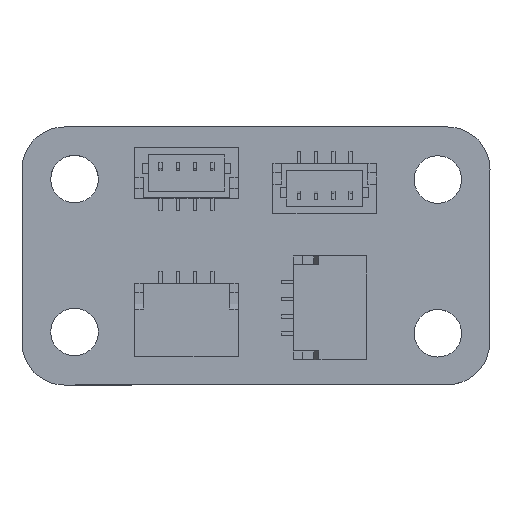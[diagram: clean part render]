
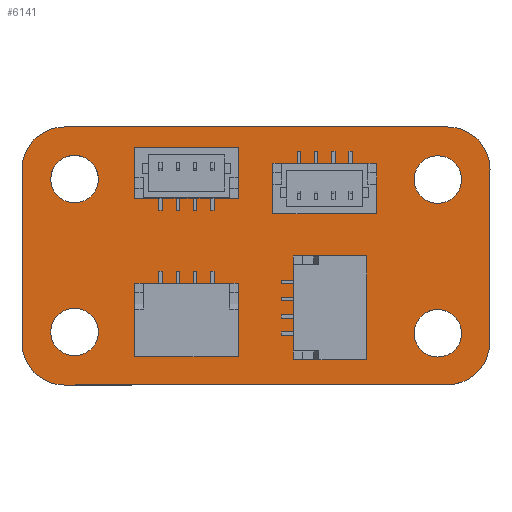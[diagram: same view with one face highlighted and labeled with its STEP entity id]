
A CAD part, top view. The second image highlights one B-rep face of the part: STEP entity #6141.
In plain terms, the highlighted planar face has unit normal (0, 0, 1).
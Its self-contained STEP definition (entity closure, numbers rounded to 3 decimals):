
#5732 = VERTEX_POINT('',#5733);
#5733 = CARTESIAN_POINT('',(11.093,7.468,1.51));
#5739 = EDGE_CURVE('',#5732,#5740,#5742,.T.);
#5740 = VERTEX_POINT('',#5741);
#5741 = CARTESIAN_POINT('',(13.543,5.018,1.51));
#5742 = CIRCLE('',#5743,2.45);
#5743 = AXIS2_PLACEMENT_3D('',#5744,#5745,#5746);
#5744 = CARTESIAN_POINT('',(11.093,5.018,1.51));
#5745 = DIRECTION('',(0.,0.,-1.));
#5746 = DIRECTION('',(0.,1.,0.));
#5772 = EDGE_CURVE('',#5740,#5773,#5775,.T.);
#5773 = VERTEX_POINT('',#5774);
#5774 = CARTESIAN_POINT('',(13.525,-5.,1.51));
#5775 = LINE('',#5776,#5777);
#5776 = CARTESIAN_POINT('',(13.543,5.018,1.51));
#5777 = VECTOR('',#5778,1.);
#5778 = DIRECTION('',(-0.002,-1.,0.));
#5803 = EDGE_CURVE('',#5773,#5804,#5806,.T.);
#5804 = VERTEX_POINT('',#5805);
#5805 = CARTESIAN_POINT('',(11.075,-7.45,1.51));
#5806 = CIRCLE('',#5807,2.45);
#5807 = AXIS2_PLACEMENT_3D('',#5808,#5809,#5810);
#5808 = CARTESIAN_POINT('',(11.075,-5.,1.51));
#5809 = DIRECTION('',(0.,0.,-1.));
#5810 = DIRECTION('',(1.,0.,0.));
#5836 = EDGE_CURVE('',#5804,#5837,#5839,.T.);
#5837 = VERTEX_POINT('',#5838);
#5838 = CARTESIAN_POINT('',(-11.093,-7.468,1.51));
#5839 = LINE('',#5840,#5841);
#5840 = CARTESIAN_POINT('',(11.075,-7.45,1.51));
#5841 = VECTOR('',#5842,1.);
#5842 = DIRECTION('',(-1.,-0.001,0.));
#5867 = EDGE_CURVE('',#5837,#5868,#5870,.T.);
#5868 = VERTEX_POINT('',#5869);
#5869 = CARTESIAN_POINT('',(-13.543,-5.018,1.51));
#5870 = CIRCLE('',#5871,2.45);
#5871 = AXIS2_PLACEMENT_3D('',#5872,#5873,#5874);
#5872 = CARTESIAN_POINT('',(-11.093,-5.018,1.51));
#5873 = DIRECTION('',(0.,0.,-1.));
#5874 = DIRECTION('',(0.,-1.,0.));
#5900 = EDGE_CURVE('',#5868,#5901,#5903,.T.);
#5901 = VERTEX_POINT('',#5902);
#5902 = CARTESIAN_POINT('',(-13.543,5.018,1.51));
#5903 = LINE('',#5904,#5905);
#5904 = CARTESIAN_POINT('',(-13.543,-5.018,1.51));
#5905 = VECTOR('',#5906,1.);
#5906 = DIRECTION('',(0.,1.,0.));
#5931 = EDGE_CURVE('',#5901,#5932,#5934,.T.);
#5932 = VERTEX_POINT('',#5933);
#5933 = CARTESIAN_POINT('',(-11.093,7.468,1.51));
#5934 = CIRCLE('',#5935,2.45);
#5935 = AXIS2_PLACEMENT_3D('',#5936,#5937,#5938);
#5936 = CARTESIAN_POINT('',(-11.093,5.018,1.51));
#5937 = DIRECTION('',(0.,0.,-1.));
#5938 = DIRECTION('',(-1.,0.,-0.));
#5964 = EDGE_CURVE('',#5932,#5732,#5965,.T.);
#5965 = LINE('',#5966,#5967);
#5966 = CARTESIAN_POINT('',(-11.093,7.468,1.51));
#5967 = VECTOR('',#5968,1.);
#5968 = DIRECTION('',(1.,0.,0.));
#5988 = VERTEX_POINT('',#5989);
#5989 = CARTESIAN_POINT('',(11.9,-4.475,1.51));
#5995 = EDGE_CURVE('',#5988,#5988,#5996,.T.);
#5996 = CIRCLE('',#5997,1.375);
#5997 = AXIS2_PLACEMENT_3D('',#5998,#5999,#6000);
#5998 = CARTESIAN_POINT('',(10.525,-4.475,1.51));
#5999 = DIRECTION('',(0.,0.,1.));
#6000 = DIRECTION('',(1.,0.,-0.));
#6021 = VERTEX_POINT('',#6022);
#6022 = CARTESIAN_POINT('',(-9.125,-4.4,1.51));
#6028 = EDGE_CURVE('',#6021,#6021,#6029,.T.);
#6029 = CIRCLE('',#6030,1.375);
#6030 = AXIS2_PLACEMENT_3D('',#6031,#6032,#6033);
#6031 = CARTESIAN_POINT('',(-10.5,-4.4,1.51));
#6032 = DIRECTION('',(0.,0.,1.));
#6033 = DIRECTION('',(1.,0.,-0.));
#6054 = VERTEX_POINT('',#6055);
#6055 = CARTESIAN_POINT('',(11.9,4.425,1.51));
#6061 = EDGE_CURVE('',#6054,#6054,#6062,.T.);
#6062 = CIRCLE('',#6063,1.375);
#6063 = AXIS2_PLACEMENT_3D('',#6064,#6065,#6066);
#6064 = CARTESIAN_POINT('',(10.525,4.425,1.51));
#6065 = DIRECTION('',(0.,0.,1.));
#6066 = DIRECTION('',(1.,0.,-0.));
#6087 = VERTEX_POINT('',#6088);
#6088 = CARTESIAN_POINT('',(-9.125,4.45,1.51));
#6094 = EDGE_CURVE('',#6087,#6087,#6095,.T.);
#6095 = CIRCLE('',#6096,1.375);
#6096 = AXIS2_PLACEMENT_3D('',#6097,#6098,#6099);
#6097 = CARTESIAN_POINT('',(-10.5,4.45,1.51));
#6098 = DIRECTION('',(0.,0.,1.));
#6099 = DIRECTION('',(1.,0.,-0.));
#6141 = ADVANCED_FACE('',(#6142,#6152,#6155,#6158,#6161),#6164,.T.);
#6142 = FACE_BOUND('',#6143,.F.);
#6143 = EDGE_LOOP('',(#6144,#6145,#6146,#6147,#6148,#6149,#6150,#6151));
#6144 = ORIENTED_EDGE('',*,*,#5739,.T.);
#6145 = ORIENTED_EDGE('',*,*,#5772,.T.);
#6146 = ORIENTED_EDGE('',*,*,#5803,.T.);
#6147 = ORIENTED_EDGE('',*,*,#5836,.T.);
#6148 = ORIENTED_EDGE('',*,*,#5867,.T.);
#6149 = ORIENTED_EDGE('',*,*,#5900,.T.);
#6150 = ORIENTED_EDGE('',*,*,#5931,.T.);
#6151 = ORIENTED_EDGE('',*,*,#5964,.T.);
#6152 = FACE_BOUND('',#6153,.F.);
#6153 = EDGE_LOOP('',(#6154));
#6154 = ORIENTED_EDGE('',*,*,#5995,.T.);
#6155 = FACE_BOUND('',#6156,.F.);
#6156 = EDGE_LOOP('',(#6157));
#6157 = ORIENTED_EDGE('',*,*,#6028,.T.);
#6158 = FACE_BOUND('',#6159,.F.);
#6159 = EDGE_LOOP('',(#6160));
#6160 = ORIENTED_EDGE('',*,*,#6061,.T.);
#6161 = FACE_BOUND('',#6162,.F.);
#6162 = EDGE_LOOP('',(#6163));
#6163 = ORIENTED_EDGE('',*,*,#6094,.T.);
#6164 = PLANE('',#6165);
#6165 = AXIS2_PLACEMENT_3D('',#6166,#6167,#6168);
#6166 = CARTESIAN_POINT('',(0.,0.,1.51));
#6167 = DIRECTION('',(0.,0.,1.));
#6168 = DIRECTION('',(1.,0.,-0.));
